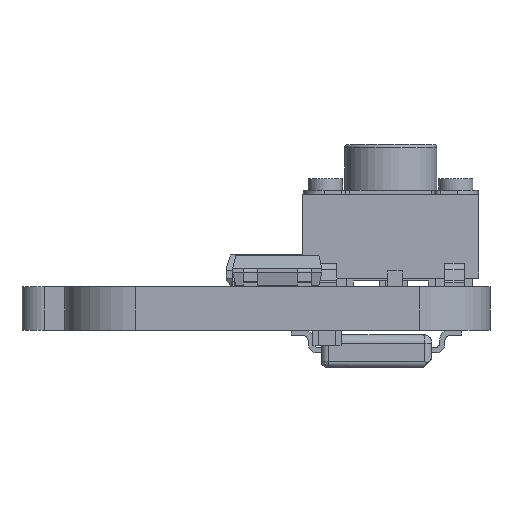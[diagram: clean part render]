
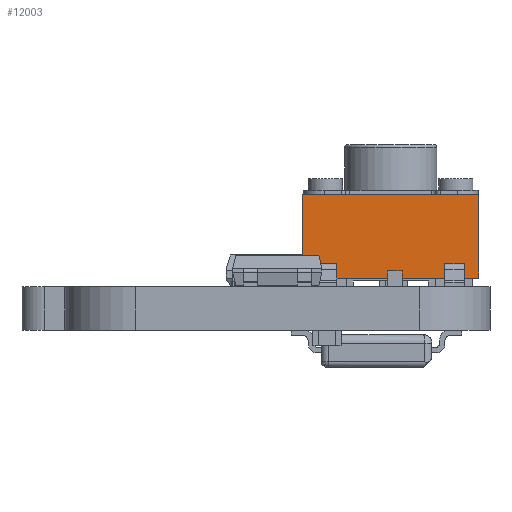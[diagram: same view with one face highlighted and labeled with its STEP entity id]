
A CAD part, front view. The second image highlights one B-rep face of the part: STEP entity #12003.
In plain terms, the highlighted face is planar.
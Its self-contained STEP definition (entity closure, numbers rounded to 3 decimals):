
#8808 = VERTEX_POINT('',#8809);
#8809 = CARTESIAN_POINT('',(3.1,-2.6,0.8));
#8815 = EDGE_CURVE('',#8816,#8808,#8818,.T.);
#8816 = VERTEX_POINT('',#8817);
#8817 = CARTESIAN_POINT('',(3.1,-2.605,0.8));
#8818 = LINE('',#8819,#8820);
#8819 = CARTESIAN_POINT('',(3.1,-2.605,0.8));
#8820 = VECTOR('',#8821,1.);
#8821 = DIRECTION('',(0.,1.,0.));
#8909 = EDGE_CURVE('',#8910,#8912,#8914,.T.);
#8910 = VERTEX_POINT('',#8911);
#8911 = CARTESIAN_POINT('',(3.1,-1.9,0.8));
#8912 = VERTEX_POINT('',#8913);
#8913 = CARTESIAN_POINT('',(3.1,-1.895,0.8));
#8914 = LINE('',#8915,#8916);
#8915 = CARTESIAN_POINT('',(3.1,-2.605,0.8));
#8916 = VECTOR('',#8917,1.);
#8917 = DIRECTION('',(0.,1.,0.));
#8951 = VERTEX_POINT('',#8952);
#8952 = CARTESIAN_POINT('',(3.1,1.895,0.8));
#8958 = EDGE_CURVE('',#8951,#8959,#8961,.T.);
#8959 = VERTEX_POINT('',#8960);
#8960 = CARTESIAN_POINT('',(3.1,1.895,0.3));
#8961 = LINE('',#8962,#8963);
#8962 = CARTESIAN_POINT('',(3.1,1.895,3.25));
#8963 = VECTOR('',#8964,1.);
#8964 = DIRECTION('',(0.,0.,-1.));
#8981 = VERTEX_POINT('',#8982);
#8982 = CARTESIAN_POINT('',(3.1,-2.605,0.3));
#8997 = EDGE_CURVE('',#8981,#8816,#8998,.T.);
#8998 = LINE('',#8999,#9000);
#8999 = CARTESIAN_POINT('',(3.1,-2.605,3.25));
#9000 = VECTOR('',#9001,1.);
#9001 = DIRECTION('',(0.,0.,1.));
#9554 = VERTEX_POINT('',#9555);
#9555 = CARTESIAN_POINT('',(3.1,2.6,0.8));
#9645 = VERTEX_POINT('',#9646);
#9646 = CARTESIAN_POINT('',(3.1,1.9,0.8));
#9737 = EDGE_CURVE('',#9554,#9645,#9738,.T.);
#9738 = LINE('',#9739,#9740);
#9739 = CARTESIAN_POINT('',(3.1,2.6,0.8));
#9740 = VECTOR('',#9741,1.);
#9741 = DIRECTION('',(0.,-1.,0.));
#10036 = EDGE_CURVE('',#8808,#8910,#10037,.T.);
#10037 = LINE('',#10038,#10039);
#10038 = CARTESIAN_POINT('',(3.1,-2.6,0.8));
#10039 = VECTOR('',#10040,1.);
#10040 = DIRECTION('',(0.,1.,0.));
#11606 = EDGE_CURVE('',#11607,#9554,#11609,.T.);
#11607 = VERTEX_POINT('',#11608);
#11608 = CARTESIAN_POINT('',(3.1,2.605,0.8));
#11609 = LINE('',#11610,#11611);
#11610 = CARTESIAN_POINT('',(3.1,2.605,0.8));
#11611 = VECTOR('',#11612,1.);
#11612 = DIRECTION('',(0.,-1.,0.));
#11632 = EDGE_CURVE('',#9645,#8951,#11633,.T.);
#11633 = LINE('',#11634,#11635);
#11634 = CARTESIAN_POINT('',(3.1,2.605,0.8));
#11635 = VECTOR('',#11636,1.);
#11636 = DIRECTION('',(0.,-1.,0.));
#11875 = EDGE_CURVE('',#8959,#11876,#11878,.T.);
#11876 = VERTEX_POINT('',#11877);
#11877 = CARTESIAN_POINT('',(3.1,-1.895,0.3));
#11878 = LINE('',#11879,#11880);
#11879 = CARTESIAN_POINT('',(3.1,3.1,0.3));
#11880 = VECTOR('',#11881,1.);
#11881 = DIRECTION('',(0.,-1.,0.));
#11898 = EDGE_CURVE('',#8981,#11899,#11901,.T.);
#11899 = VERTEX_POINT('',#11900);
#11900 = CARTESIAN_POINT('',(3.1,-3.1,0.3));
#11901 = LINE('',#11902,#11903);
#11902 = CARTESIAN_POINT('',(3.1,3.1,0.3));
#11903 = VECTOR('',#11904,1.);
#11904 = DIRECTION('',(0.,-1.,0.));
#11978 = VERTEX_POINT('',#11979);
#11979 = CARTESIAN_POINT('',(3.1,3.1,0.3));
#11985 = EDGE_CURVE('',#11978,#11986,#11988,.T.);
#11986 = VERTEX_POINT('',#11987);
#11987 = CARTESIAN_POINT('',(3.1,2.605,0.3));
#11988 = LINE('',#11989,#11990);
#11989 = CARTESIAN_POINT('',(3.1,3.1,0.3));
#11990 = VECTOR('',#11991,1.);
#11991 = DIRECTION('',(0.,-1.,0.));
#12003 = ADVANCED_FACE('',(#12004),#12051,.F.);
#12004 = FACE_BOUND('',#12005,.T.);
#12005 = EDGE_LOOP('',(#12006,#12007,#12008,#12009,#12010,#12016,#12017,
    #12025,#12033,#12039,#12040,#12041,#12042,#12043,#12044,#12050));
#12006 = ORIENTED_EDGE('',*,*,#8958,.F.);
#12007 = ORIENTED_EDGE('',*,*,#11632,.F.);
#12008 = ORIENTED_EDGE('',*,*,#9737,.F.);
#12009 = ORIENTED_EDGE('',*,*,#11606,.F.);
#12010 = ORIENTED_EDGE('',*,*,#12011,.F.);
#12011 = EDGE_CURVE('',#11986,#11607,#12012,.T.);
#12012 = LINE('',#12013,#12014);
#12013 = CARTESIAN_POINT('',(3.1,2.605,3.25));
#12014 = VECTOR('',#12015,1.);
#12015 = DIRECTION('',(0.,0.,1.));
#12016 = ORIENTED_EDGE('',*,*,#11985,.F.);
#12017 = ORIENTED_EDGE('',*,*,#12018,.F.);
#12018 = EDGE_CURVE('',#12019,#11978,#12021,.T.);
#12019 = VERTEX_POINT('',#12020);
#12020 = CARTESIAN_POINT('',(3.1,3.1,3.25));
#12021 = LINE('',#12022,#12023);
#12022 = CARTESIAN_POINT('',(3.1,3.1,3.25));
#12023 = VECTOR('',#12024,1.);
#12024 = DIRECTION('',(0.,0.,-1.));
#12025 = ORIENTED_EDGE('',*,*,#12026,.F.);
#12026 = EDGE_CURVE('',#12027,#12019,#12029,.T.);
#12027 = VERTEX_POINT('',#12028);
#12028 = CARTESIAN_POINT('',(3.1,-3.1,3.25));
#12029 = LINE('',#12030,#12031);
#12030 = CARTESIAN_POINT('',(3.1,-3.1,3.25));
#12031 = VECTOR('',#12032,1.);
#12032 = DIRECTION('',(0.,1.,0.));
#12033 = ORIENTED_EDGE('',*,*,#12034,.T.);
#12034 = EDGE_CURVE('',#12027,#11899,#12035,.T.);
#12035 = LINE('',#12036,#12037);
#12036 = CARTESIAN_POINT('',(3.1,-3.1,3.25));
#12037 = VECTOR('',#12038,1.);
#12038 = DIRECTION('',(0.,0.,-1.));
#12039 = ORIENTED_EDGE('',*,*,#11898,.F.);
#12040 = ORIENTED_EDGE('',*,*,#8997,.T.);
#12041 = ORIENTED_EDGE('',*,*,#8815,.T.);
#12042 = ORIENTED_EDGE('',*,*,#10036,.T.);
#12043 = ORIENTED_EDGE('',*,*,#8909,.T.);
#12044 = ORIENTED_EDGE('',*,*,#12045,.T.);
#12045 = EDGE_CURVE('',#8912,#11876,#12046,.T.);
#12046 = LINE('',#12047,#12048);
#12047 = CARTESIAN_POINT('',(3.1,-1.895,3.25));
#12048 = VECTOR('',#12049,1.);
#12049 = DIRECTION('',(0.,0.,-1.));
#12050 = ORIENTED_EDGE('',*,*,#11875,.F.);
#12051 = PLANE('',#12052);
#12052 = AXIS2_PLACEMENT_3D('',#12053,#12054,#12055);
#12053 = CARTESIAN_POINT('',(3.1,-3.1,3.25));
#12054 = DIRECTION('',(-1.,0.,0.));
#12055 = DIRECTION('',(0.,0.,1.));
